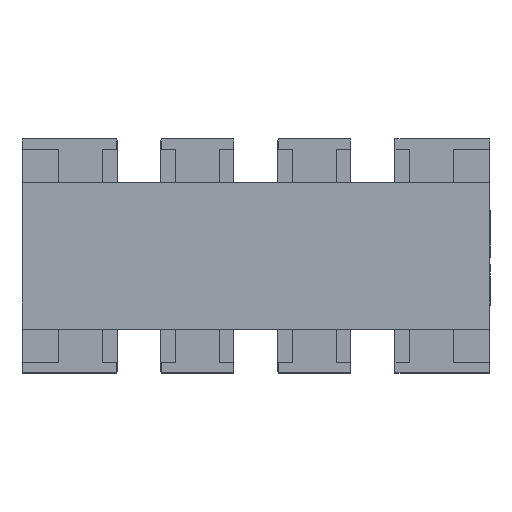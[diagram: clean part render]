
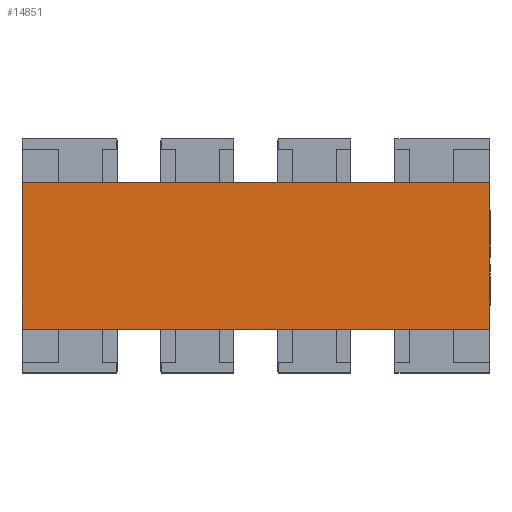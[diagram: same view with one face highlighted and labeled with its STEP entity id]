
A CAD part, top view. The second image highlights one B-rep face of the part: STEP entity #14851.
In plain terms, the highlighted planar face has unit normal (0, 0, 1).
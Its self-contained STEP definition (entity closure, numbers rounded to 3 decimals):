
#35 = VECTOR ( 'NONE', #17176, 1000. ) ;
#437 = LINE ( 'NONE', #5746, #6409 ) ;
#937 = EDGE_CURVE ( 'NONE', #3832, #3565, #437, .T. ) ;
#1100 = VECTOR ( 'NONE', #6908, 1000. ) ;
#1147 = VERTEX_POINT ( 'NONE', #1376 ) ;
#1268 = VERTEX_POINT ( 'NONE', #2231 ) ;
#1376 = CARTESIAN_POINT ( 'NONE',  ( 1.6, -0.5, 0.5 ) ) ;
#1454 = CARTESIAN_POINT ( 'NONE',  ( 0., -0.5, 0.5 ) ) ;
#1507 = CARTESIAN_POINT ( 'NONE',  ( 1.6, 0., 0.5 ) ) ;
#1593 = DIRECTION ( 'NONE',  ( 0., -1., 0. ) ) ;
#1965 = AXIS2_PLACEMENT_3D ( 'NONE', #7461, #10172, #11293 ) ;
#2231 = CARTESIAN_POINT ( 'NONE',  ( -1.6, -0.5, 0.5 ) ) ;
#2493 = LINE ( 'NONE', #15619, #35 ) ;
#2641 = ORIENTED_EDGE ( 'NONE', *, *, #12349, .F. ) ;
#2837 = EDGE_CURVE ( 'NONE', #1147, #1268, #8117, .T. ) ;
#3565 = VERTEX_POINT ( 'NONE', #13597 ) ;
#3832 = VERTEX_POINT ( 'NONE', #4535 ) ;
#4064 = ORIENTED_EDGE ( 'NONE', *, *, #2837, .F. ) ;
#4305 = EDGE_LOOP ( 'NONE', ( #14928, #10753, #4064, #2641 ) ) ;
#4336 = DIRECTION ( 'NONE',  ( 1., 0., 0. ) ) ;
#4535 = CARTESIAN_POINT ( 'NONE',  ( -1.6, 0.5, 0.5 ) ) ;
#5746 = CARTESIAN_POINT ( 'NONE',  ( 0., 0.5, 0.5 ) ) ;
#6409 = VECTOR ( 'NONE', #4336, 1000. ) ;
#6908 = DIRECTION ( 'NONE',  ( -1., 0., 0. ) ) ;
#7461 = CARTESIAN_POINT ( 'NONE',  ( 0., 0., 0.5 ) ) ;
#8117 = LINE ( 'NONE', #1454, #1100 ) ;
#9183 = VECTOR ( 'NONE', #1593, 1000. ) ;
#9830 = FACE_OUTER_BOUND ( 'NONE', #4305, .T. ) ;
#10172 = DIRECTION ( 'NONE',  ( 0., 0., -1. ) ) ;
#10753 = ORIENTED_EDGE ( 'NONE', *, *, #14970, .F. ) ;
#11293 = DIRECTION ( 'NONE',  ( -1., 0., 0. ) ) ;
#12349 = EDGE_CURVE ( 'NONE', #3565, #1147, #16093, .T. ) ;
#12580 = PLANE ( 'NONE',  #1965 ) ;
#13597 = CARTESIAN_POINT ( 'NONE',  ( 1.6, 0.5, 0.5 ) ) ;
#14851 = ADVANCED_FACE ( 'NONE', ( #9830 ), #12580, .F. ) ;
#14928 = ORIENTED_EDGE ( 'NONE', *, *, #937, .F. ) ;
#14970 = EDGE_CURVE ( 'NONE', #1268, #3832, #2493, .T. ) ;
#15619 = CARTESIAN_POINT ( 'NONE',  ( -1.6, 0., 0.5 ) ) ;
#16093 = LINE ( 'NONE', #1507, #9183 ) ;
#17176 = DIRECTION ( 'NONE',  ( 0., 1., 0. ) ) ;
